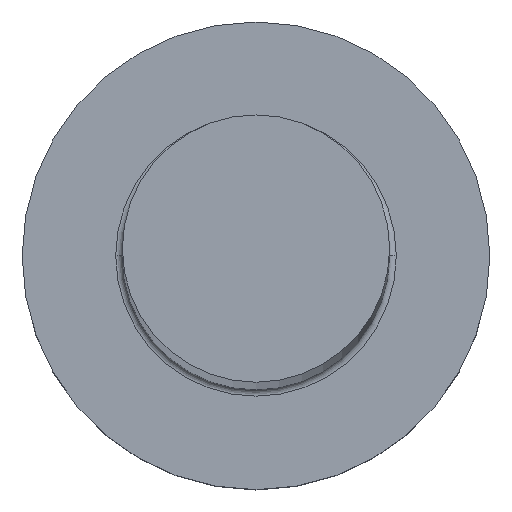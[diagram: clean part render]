
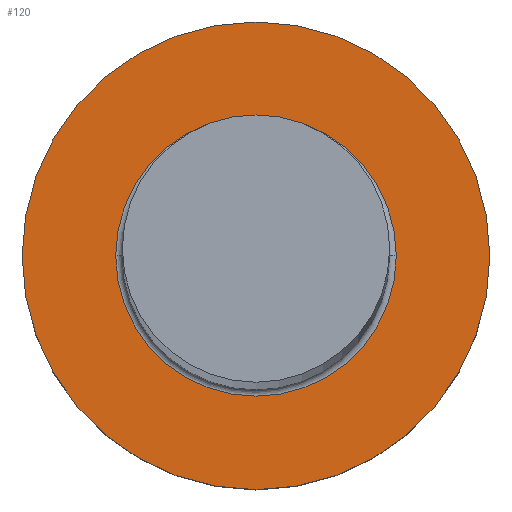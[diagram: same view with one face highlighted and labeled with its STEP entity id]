
A CAD part, top view. The second image highlights one B-rep face of the part: STEP entity #120.
In plain terms, the highlighted planar face has unit normal (0, 0, 1).
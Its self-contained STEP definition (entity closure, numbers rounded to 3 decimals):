
#2 = AXIS2_PLACEMENT_3D ( 'NONE', #90, #111, #206 ) ;
#11 = EDGE_LOOP ( 'NONE', ( #175, #225 ) ) ;
#15 = CARTESIAN_POINT ( 'NONE',  ( -7., 0., 5. ) ) ;
#18 = EDGE_CURVE ( 'NONE', #124, #272, #302, .T. ) ;
#34 = CARTESIAN_POINT ( 'NONE',  ( 7., 0., 5. ) ) ;
#46 = AXIS2_PLACEMENT_3D ( 'NONE', #183, #228, #208 ) ;
#48 = DIRECTION ( 'NONE',  ( 0., 0., 1. ) ) ;
#51 = CIRCLE ( 'NONE', #246, 7. ) ;
#59 = CARTESIAN_POINT ( 'NONE',  ( 4.2, 0., 5. ) ) ;
#60 = VERTEX_POINT ( 'NONE', #34 ) ;
#63 = DIRECTION ( 'NONE',  ( 0., 0., -1. ) ) ;
#78 = AXIS2_PLACEMENT_3D ( 'NONE', #134, #63, #109 ) ;
#86 = DIRECTION ( 'NONE',  ( 0., 0., 1. ) ) ;
#90 = CARTESIAN_POINT ( 'NONE',  ( 0., 0., 5. ) ) ;
#107 = EDGE_LOOP ( 'NONE', ( #126, #279 ) ) ;
#109 = DIRECTION ( 'NONE',  ( 1., 0., 0. ) ) ;
#111 = DIRECTION ( 'NONE',  ( 0., 0., -1. ) ) ;
#120 = ADVANCED_FACE ( 'NONE', ( #223, #276 ), #200, .T. ) ;
#122 = VERTEX_POINT ( 'NONE', #15 ) ;
#124 = VERTEX_POINT ( 'NONE', #59 ) ;
#126 = ORIENTED_EDGE ( 'NONE', *, *, #224, .T. ) ;
#134 = CARTESIAN_POINT ( 'NONE',  ( 0., 0., 5. ) ) ;
#140 = CIRCLE ( 'NONE', #46, 7. ) ;
#173 = EDGE_CURVE ( 'NONE', #272, #124, #204, .T. ) ;
#175 = ORIENTED_EDGE ( 'NONE', *, *, #18, .T. ) ;
#181 = DIRECTION ( 'NONE',  ( 1., 0., 0. ) ) ;
#183 = CARTESIAN_POINT ( 'NONE',  ( 0., 0., 5. ) ) ;
#188 = CARTESIAN_POINT ( 'NONE',  ( 0., 0., 5. ) ) ;
#200 = PLANE ( 'NONE',  #270 ) ;
#204 = CIRCLE ( 'NONE', #2, 4.2 ) ;
#206 = DIRECTION ( 'NONE',  ( 1., 0., 0. ) ) ;
#208 = DIRECTION ( 'NONE',  ( 1., 0., 0. ) ) ;
#223 = FACE_BOUND ( 'NONE', #11, .T. ) ;
#224 = EDGE_CURVE ( 'NONE', #122, #60, #140, .T. ) ;
#225 = ORIENTED_EDGE ( 'NONE', *, *, #173, .T. ) ;
#228 = DIRECTION ( 'NONE',  ( 0., 0., 1. ) ) ;
#246 = AXIS2_PLACEMENT_3D ( 'NONE', #188, #48, #255 ) ;
#255 = DIRECTION ( 'NONE',  ( 1., 0., 0. ) ) ;
#270 = AXIS2_PLACEMENT_3D ( 'NONE', #297, #86, #181 ) ;
#272 = VERTEX_POINT ( 'NONE', #284 ) ;
#276 = FACE_OUTER_BOUND ( 'NONE', #107, .T. ) ;
#279 = ORIENTED_EDGE ( 'NONE', *, *, #303, .T. ) ;
#284 = CARTESIAN_POINT ( 'NONE',  ( -4.2, 0., 5. ) ) ;
#297 = CARTESIAN_POINT ( 'NONE',  ( 0., 0., 5. ) ) ;
#302 = CIRCLE ( 'NONE', #78, 4.2 ) ;
#303 = EDGE_CURVE ( 'NONE', #60, #122, #51, .T. ) ;
